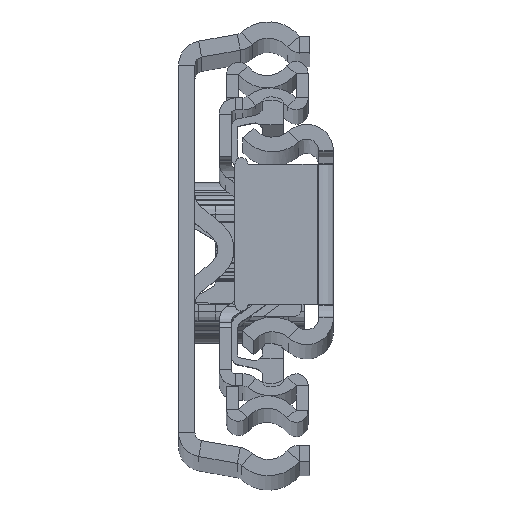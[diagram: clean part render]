
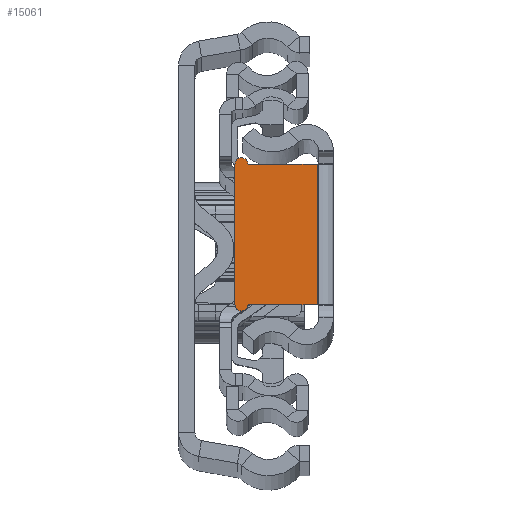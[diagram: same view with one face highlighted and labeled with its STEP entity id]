
A CAD part, top view. The second image highlights one B-rep face of the part: STEP entity #15061.
In plain terms, the highlighted planar face has unit normal (0, 0, 1).
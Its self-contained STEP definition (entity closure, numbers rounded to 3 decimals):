
#55 = DIRECTION ( 'NONE',  ( -1., 0., 0. ) ) ;
#430 = ORIENTED_EDGE ( 'NONE', *, *, #5094, .T. ) ;
#2298 = ORIENTED_EDGE ( 'NONE', *, *, #29664, .T. ) ;
#2374 = VERTEX_POINT ( 'NONE', #38437 ) ;
#4798 = DIRECTION ( 'NONE',  ( 1., 0., 0. ) ) ;
#5063 = CARTESIAN_POINT ( 'NONE',  ( -11.35, 8.65, 0. ) ) ;
#5094 = EDGE_CURVE ( 'NONE', #13725, #11326, #41807, .T. ) ;
#5643 = EDGE_CURVE ( 'NONE', #8479, #11326, #27410, .T. ) ;
#5868 = VERTEX_POINT ( 'NONE', #13637 ) ;
#5932 = ORIENTED_EDGE ( 'NONE', *, *, #46151, .T. ) ;
#5953 = CARTESIAN_POINT ( 'NONE',  ( 0., 0., 0. ) ) ;
#6544 = CIRCLE ( 'NONE', #7373, 0.85 ) ;
#6873 = VECTOR ( 'NONE', #55, 1000. ) ;
#7111 = VECTOR ( 'NONE', #39765, 1000. ) ;
#7373 = AXIS2_PLACEMENT_3D ( 'NONE', #5063, #16636, #4798 ) ;
#7615 = VERTEX_POINT ( 'NONE', #28783 ) ;
#7625 = CARTESIAN_POINT ( 'NONE',  ( -11.35, -8.65, 0. ) ) ;
#8479 = VERTEX_POINT ( 'NONE', #15735 ) ;
#11326 = VERTEX_POINT ( 'NONE', #41424 ) ;
#13637 = CARTESIAN_POINT ( 'NONE',  ( -12.2, 8.65, 0. ) ) ;
#13725 = VERTEX_POINT ( 'NONE', #38813 ) ;
#14020 = EDGE_CURVE ( 'NONE', #2374, #5868, #18819, .T. ) ;
#15061 = ADVANCED_FACE ( 'NONE', ( #42820 ), #25634, .T. ) ;
#15735 = CARTESIAN_POINT ( 'NONE',  ( -10.5, 8.65, 0. ) ) ;
#16636 = DIRECTION ( 'NONE',  ( 0., 0., 1. ) ) ;
#17269 = LINE ( 'NONE', #24548, #6873 ) ;
#17342 = DIRECTION ( 'NONE',  ( 0., 1., 0. ) ) ;
#18358 = DIRECTION ( 'NONE',  ( 1., 0., 0. ) ) ;
#18819 = LINE ( 'NONE', #46504, #47160 ) ;
#23366 = CARTESIAN_POINT ( 'NONE',  ( -1.8, 8.65, 0. ) ) ;
#24156 = AXIS2_PLACEMENT_3D ( 'NONE', #5953, #38000, #18358 ) ;
#24548 = CARTESIAN_POINT ( 'NONE',  ( -12.2, -8.65, 0. ) ) ;
#25634 = PLANE ( 'NONE',  #24156 ) ;
#26592 = ORIENTED_EDGE ( 'NONE', *, *, #5643, .F. ) ;
#27410 = LINE ( 'NONE', #23366, #7111 ) ;
#28234 = CIRCLE ( 'NONE', #50513, 0.85 ) ;
#28783 = CARTESIAN_POINT ( 'NONE',  ( -10.5, -8.65, 0. ) ) ;
#29664 = EDGE_CURVE ( 'NONE', #8479, #5868, #6544, .T. ) ;
#31159 = VECTOR ( 'NONE', #17342, 1000. ) ;
#31618 = DIRECTION ( 'NONE',  ( -1., 0., 0. ) ) ;
#34500 = EDGE_CURVE ( 'NONE', #13725, #7615, #17269, .T. ) ;
#37055 = EDGE_LOOP ( 'NONE', ( #45679, #5932, #41407, #430, #26592, #2298 ) ) ;
#37789 = CARTESIAN_POINT ( 'NONE',  ( -2., 0., 0. ) ) ;
#38000 = DIRECTION ( 'NONE',  ( 0., 0., 1. ) ) ;
#38437 = CARTESIAN_POINT ( 'NONE',  ( -12.2, -8.65, 0. ) ) ;
#38741 = DIRECTION ( 'NONE',  ( 0., 1., 0. ) ) ;
#38813 = CARTESIAN_POINT ( 'NONE',  ( -2., -8.65, 0. ) ) ;
#39765 = DIRECTION ( 'NONE',  ( 1., 0., 0. ) ) ;
#40452 = DIRECTION ( 'NONE',  ( 0., 0., 1. ) ) ;
#41407 = ORIENTED_EDGE ( 'NONE', *, *, #34500, .F. ) ;
#41424 = CARTESIAN_POINT ( 'NONE',  ( -2., 8.65, 0. ) ) ;
#41807 = LINE ( 'NONE', #37789, #31159 ) ;
#42820 = FACE_OUTER_BOUND ( 'NONE', #37055, .T. ) ;
#45679 = ORIENTED_EDGE ( 'NONE', *, *, #14020, .F. ) ;
#46151 = EDGE_CURVE ( 'NONE', #2374, #7615, #28234, .T. ) ;
#46504 = CARTESIAN_POINT ( 'NONE',  ( -12.2, 8.65, 0. ) ) ;
#47160 = VECTOR ( 'NONE', #38741, 1000. ) ;
#50513 = AXIS2_PLACEMENT_3D ( 'NONE', #7625, #40452, #31618 ) ;
